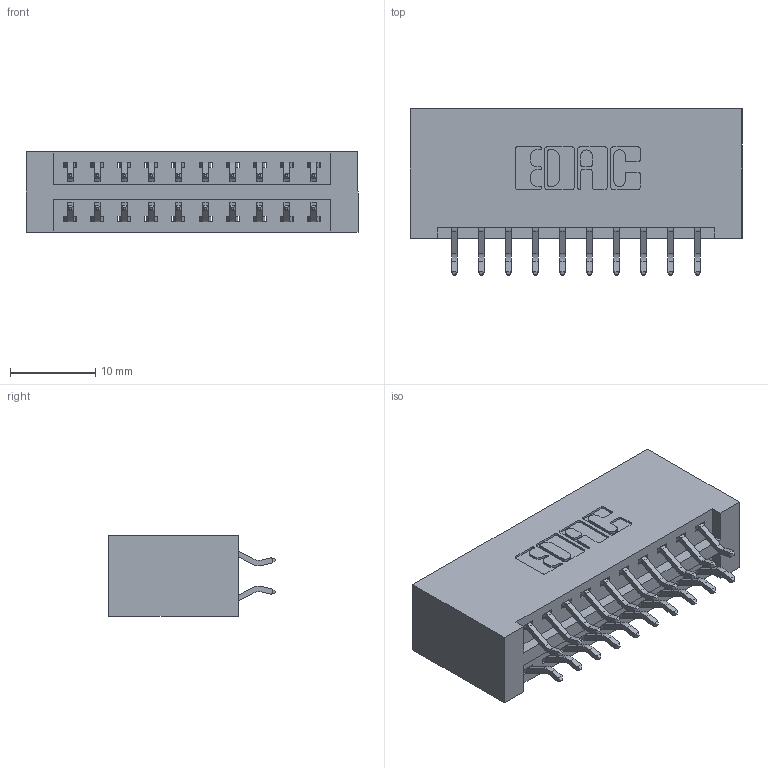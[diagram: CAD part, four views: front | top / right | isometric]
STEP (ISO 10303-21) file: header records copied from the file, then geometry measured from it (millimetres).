
FILE_DESCRIPTION (( 'STEP AP203' ), '1' );
FILE_NAME ('396-020-556-201.STEP', '2019-10-30T03:29:32', ( '' ), ( '' ), 'SwSTEP 2.0', 'SolidWorks 2016', '' );
FILE_SCHEMA (( 'CONFIG_CONTROL_DESIGN' ));
Length unit declared in the file: inch
Products named in the file (3): 346 Part_No Mounting Lugs; 396-020-556-201; 345-292-001_556 Tail
Assembly tree (21 placements, depth 2):
  396-020-556-201
    346 Part_No Mounting Lugs
    345-292-001_556 Tail  x20
Bounding box: 38.99 x 19.57 x 9.4 mm (x, y, z)
Volume: 4125.9 mm3; surface area: 5312.9 mm2
Topology: 21 solids, 21 shells, 1274 faces, 3765 edges, 2482 vertices
Faces by surface type: plane 852, cylinder 422
Entity records: 10777 total; most frequent: CARTESIAN_POINT 1832, ORIENTED_EDGE 1754, DIRECTION 1649, EDGE_CURVE 877, LINE 705, VECTOR 705, VERTEX_POINT 582, AXIS2_PLACEMENT_3D 472
